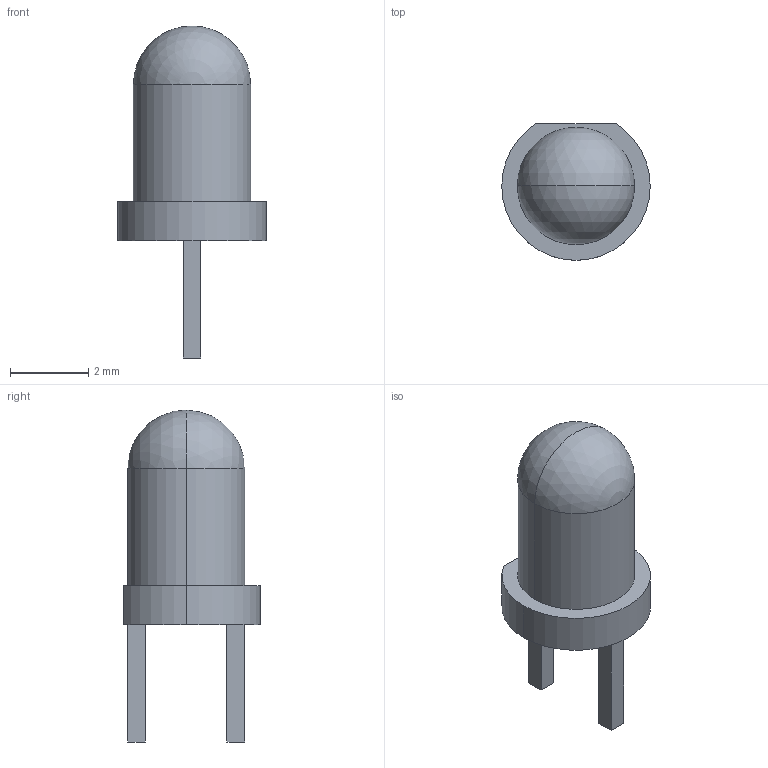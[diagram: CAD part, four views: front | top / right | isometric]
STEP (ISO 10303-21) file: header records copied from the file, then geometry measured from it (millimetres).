
FILE_DESCRIPTION(('FreeCAD Model'),'2;1');
FILE_NAME('Open CASCADE Shape Model','2021-10-16T14:17:31',('Author'),( ''),'Open CASCADE STEP processor 7.5','FreeCAD','Unknown');
FILE_SCHEMA(('AUTOMOTIVE_DESIGN { 1 0 10303 214 1 1 1 1 }'));
Length unit declared in the file: millimetre
Products named in the file (4): CircuitWorks-LED DIP 3MM003; CircuitWorks-LED DIP 3MM; CircuitWorks-LED DIP 3MM001; CircuitWorks-LED DIP 3MM002
Assembly tree (3 placements, depth 2):
  CircuitWorks-LED DIP 3MM003
    CircuitWorks-LED DIP 3MM
    CircuitWorks-LED DIP 3MM001
    CircuitWorks-LED DIP 3MM002
Bounding box: 3.8 x 3.5 x 8.5 mm (x, y, z)
Volume: 42.2 mm3; surface area: 95.3 mm2
Topology: 3 solids, 3 shells, 46 faces, 117 edges, 77 vertices
Faces by surface type: plane 33, cylinder 5, cone 4, sphere 2, torus 2
Entity records: 3691 total; most frequent: CARTESIAN_POINT 1288, DIRECTION 425, LINE 273, VECTOR 273, ORIENTED_EDGE 230, PCURVE 230, DEFINITIONAL_REPRESENTATION 230, EDGE_CURVE 115
